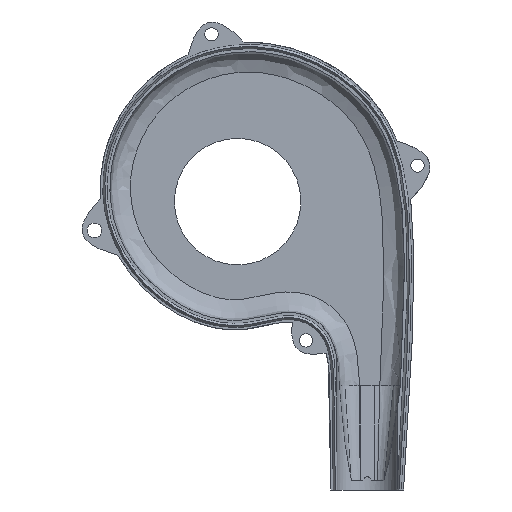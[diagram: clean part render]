
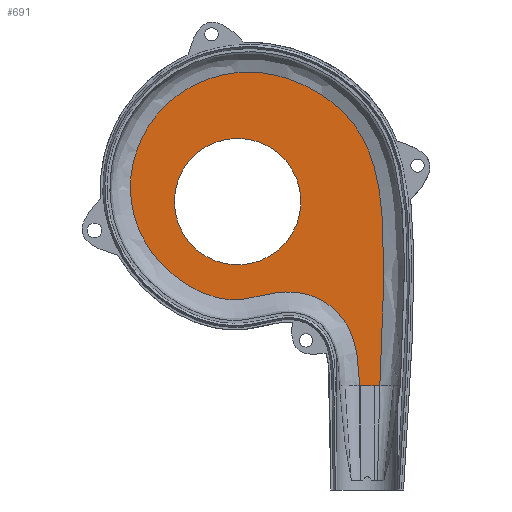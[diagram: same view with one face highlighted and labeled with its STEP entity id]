
A CAD part, front view. The second image highlights one B-rep face of the part: STEP entity #691.
In plain terms, the highlighted planar face has unit normal (0, -1, 0).
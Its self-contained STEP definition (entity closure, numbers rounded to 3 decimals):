
#23=FACE_BOUND('',#187,.T.);
#56=PLANE('',#741);
#67=B_SPLINE_CURVE_WITH_KNOTS('',3,(#1009,#1010,#1011,#1012,#1013,#1014),
 .UNSPECIFIED.,.F.,.F.,(4,2,4),(0.848,0.893,1.025),
 .UNSPECIFIED.);
#71=B_SPLINE_CURVE_WITH_KNOTS('',3,(#1065,#1066,#1067,#1068),
 .UNSPECIFIED.,.F.,.F.,(4,4),(0.,0.029),
 .UNSPECIFIED.);
#92=B_SPLINE_CURVE_WITH_KNOTS('',3,(#2899,#2900,#2901,#2902,#2903,#2904,
#2905,#2906,#2907,#2908,#2909,#2910,#2911,#2912,#2913,#2914,#2915,#2916,
#2917,#2918,#2919,#2920,#2921,#2922,#2923,#2924,#2925,#2926,#2927,#2928,
#2929,#2930,#2931,#2932,#2933,#2934),.UNSPECIFIED.,.F.,.F.,(4,1,1,1,1,1,
1,1,1,1,1,1,1,1,1,1,1,1,1,1,1,1,1,1,1,1,1,1,1,1,1,1,1,4),(2.984,
4.032,4.556,5.08,6.128,6.652,
7.176,7.641,8.107,8.573,8.922,
9.271,9.97,10.668,11.367,12.764,
13.462,14.161,15.558,16.256,16.955,
19.749,20.448,21.146,22.543,23.242,
23.94,24.639,25.337,26.036,26.734,
28.131,30.227,32.323),.UNSPECIFIED.);
#140=FACE_OUTER_BOUND('',#186,.T.);
#186=EDGE_LOOP('',(#626,#627,#628,#629));
#187=EDGE_LOOP('',(#630));
#198=LINE('',#975,#237);
#237=VECTOR('',#762,10.);
#271=CIRCLE('',#711,20.);
#284=VERTEX_POINT('',#859);
#287=VERTEX_POINT('',#881);
#296=VERTEX_POINT('',#972);
#297=VERTEX_POINT('',#974);
#300=VERTEX_POINT('',#1032);
#350=EDGE_CURVE('',#284,#284,#271,.T.);
#364=EDGE_CURVE('',#296,#297,#198,.T.);
#368=EDGE_CURVE('',#287,#296,#67,.T.);
#374=EDGE_CURVE('',#297,#300,#71,.T.);
#447=EDGE_CURVE('',#300,#287,#92,.T.);
#626=ORIENTED_EDGE('',*,*,#368,.F.);
#627=ORIENTED_EDGE('',*,*,#447,.F.);
#628=ORIENTED_EDGE('',*,*,#374,.F.);
#629=ORIENTED_EDGE('',*,*,#364,.F.);
#630=ORIENTED_EDGE('',*,*,#350,.T.);
#691=ADVANCED_FACE('',(#140,#23),#56,.F.);
#711=AXIS2_PLACEMENT_3D('',#861,#751,#752);
#741=AXIS2_PLACEMENT_3D('',#2935,#848,#849);
#751=DIRECTION('center_axis',(0.,1.,0.));
#752=DIRECTION('ref_axis',(-1.,0.,0.));
#762=DIRECTION('',(-1.,0.,0.));
#848=DIRECTION('center_axis',(0.,1.,0.));
#849=DIRECTION('ref_axis',(1.,0.,0.));
#859=CARTESIAN_POINT('',(12.247,27.,-3.02));
#861=CARTESIAN_POINT('Origin',(-7.753,27.,-3.02));
#881=CARTESIAN_POINT('',(37.225,27.,-61.22));
#972=CARTESIAN_POINT('',(35.41,27.,-61.219));
#974=CARTESIAN_POINT('',(31.153,27.,-61.219));
#975=CARTESIAN_POINT('',(21.538,27.,-61.219));
#1009=CARTESIAN_POINT('Ctrl Pts',(37.225,27.,-61.22));
#1010=CARTESIAN_POINT('Ctrl Pts',(37.062,27.,-61.22));
#1011=CARTESIAN_POINT('Ctrl Pts',(36.902,27.,-61.22));
#1012=CARTESIAN_POINT('Ctrl Pts',(36.287,27.,-61.219));
#1013=CARTESIAN_POINT('Ctrl Pts',(35.849,27.,-61.219));
#1014=CARTESIAN_POINT('Ctrl Pts',(35.41,27.,-61.219));
#1032=CARTESIAN_POINT('',(30.868,27.,-61.219));
#1065=CARTESIAN_POINT('Ctrl Pts',(31.153,27.,-61.219));
#1066=CARTESIAN_POINT('Ctrl Pts',(31.058,27.,-61.219));
#1067=CARTESIAN_POINT('Ctrl Pts',(30.963,27.,-61.219));
#1068=CARTESIAN_POINT('Ctrl Pts',(30.868,27.,-61.219));
#2899=CARTESIAN_POINT('Ctrl Pts',(30.868,27.,-61.219));
#2900=CARTESIAN_POINT('Ctrl Pts',(30.782,27.,-57.727));
#2901=CARTESIAN_POINT('Ctrl Pts',(30.503,27.,-52.471));
#2902=CARTESIAN_POINT('Ctrl Pts',(28.74,27.,-45.687));
#2903=CARTESIAN_POINT('Ctrl Pts',(25.667,27.,-39.357));
#2904=CARTESIAN_POINT('Ctrl Pts',(20.375,27.,-34.462));
#2905=CARTESIAN_POINT('Ctrl Pts',(13.766,27.,-32.006));
#2906=CARTESIAN_POINT('Ctrl Pts',(8.724,27.,-31.417));
#2907=CARTESIAN_POINT('Ctrl Pts',(3.886,27.,-31.847));
#2908=CARTESIAN_POINT('Ctrl Pts',(-0.66,27.,-32.88));
#2909=CARTESIAN_POINT('Ctrl Pts',(-4.82,27.,-33.873));
#2910=CARTESIAN_POINT('Ctrl Pts',(-8.7,27.,-34.201));
#2911=CARTESIAN_POINT('Ctrl Pts',(-13.363,27.,-33.806));
#2912=CARTESIAN_POINT('Ctrl Pts',(-18.957,27.,-32.063));
#2913=CARTESIAN_POINT('Ctrl Pts',(-25.092,27.,-28.659));
#2914=CARTESIAN_POINT('Ctrl Pts',(-32.361,27.,-22.797));
#2915=CARTESIAN_POINT('Ctrl Pts',(-37.985,27.,-15.168));
#2916=CARTESIAN_POINT('Ctrl Pts',(-41.029,27.,-6.302));
#2917=CARTESIAN_POINT('Ctrl Pts',(-42.164,27.,2.988));
#2918=CARTESIAN_POINT('Ctrl Pts',(-40.459,27.,12.337));
#2919=CARTESIAN_POINT('Ctrl Pts',(-36.262,27.,20.682));
#2920=CARTESIAN_POINT('Ctrl Pts',(-27.684,27.,31.83));
#2921=CARTESIAN_POINT('Ctrl Pts',(-14.177,27.,38.18));
#2922=CARTESIAN_POINT('Ctrl Pts',(-0.139,27.,37.9));
#2923=CARTESIAN_POINT('Ctrl Pts',(9.02,27.,36.042));
#2924=CARTESIAN_POINT('Ctrl Pts',(17.533,27.,31.987));
#2925=CARTESIAN_POINT('Ctrl Pts',(24.889,27.,26.248));
#2926=CARTESIAN_POINT('Ctrl Pts',(29.591,27.,21.031));
#2927=CARTESIAN_POINT('Ctrl Pts',(33.129,27.,14.962));
#2928=CARTESIAN_POINT('Ctrl Pts',(35.477,27.,8.359));
#2929=CARTESIAN_POINT('Ctrl Pts',(36.956,27.,1.525));
#2930=CARTESIAN_POINT('Ctrl Pts',(38.135,27.,-7.714));
#2931=CARTESIAN_POINT('Ctrl Pts',(38.721,27.,-21.695));
#2932=CARTESIAN_POINT('Ctrl Pts',(38.291,27.,-40.318));
#2933=CARTESIAN_POINT('Ctrl Pts',(37.604,27.,-54.247));
#2934=CARTESIAN_POINT('Ctrl Pts',(37.225,27.,-61.22));
#2935=CARTESIAN_POINT('Origin',(-1.657,27.,-23.307));
